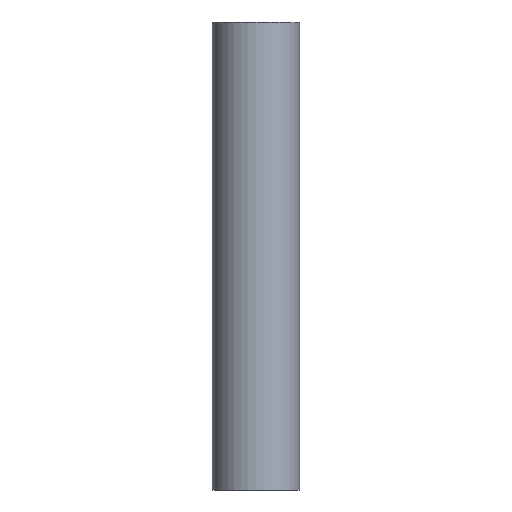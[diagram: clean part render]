
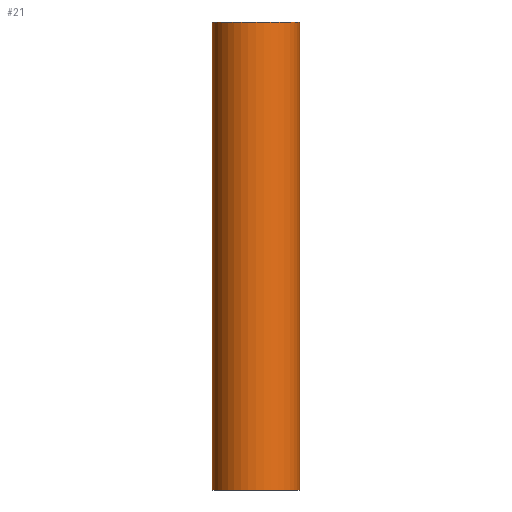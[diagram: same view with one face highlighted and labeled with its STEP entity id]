
A CAD part, front view. The second image highlights one B-rep face of the part: STEP entity #21.
In plain terms, the highlighted cylindrical face has radius 28.575 mm (diameter 57.15 mm), a partial arc.
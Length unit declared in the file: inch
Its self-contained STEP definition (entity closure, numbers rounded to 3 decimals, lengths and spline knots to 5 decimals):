
#5 = ORIENTED_EDGE ( 'NONE', *, *, #62, .F. ) ;
#12 = LINE ( 'NONE', #67, #180 ) ;
#14 = VERTEX_POINT ( 'NONE', #124 ) ;
#17 = ORIENTED_EDGE ( 'NONE', *, *, #185, .T. ) ;
#20 = DIRECTION ( 'NONE',  ( 0., 0., -1. ) ) ;
#21 = ADVANCED_FACE ( 'NONE', ( #60 ), #234, .T. ) ;
#30 = AXIS2_PLACEMENT_3D ( 'NONE', #138, #37, #77 ) ;
#37 = DIRECTION ( 'NONE',  ( 0., 0., -1. ) ) ;
#40 = CARTESIAN_POINT ( 'NONE',  ( -1.125, 0., -6. ) ) ;
#43 = LINE ( 'NONE', #80, #109 ) ;
#51 = EDGE_CURVE ( 'NONE', #14, #162, #43, .T. ) ;
#59 = DIRECTION ( 'NONE',  ( 0., 0., 1. ) ) ;
#60 = FACE_OUTER_BOUND ( 'NONE', #232, .T. ) ;
#62 = EDGE_CURVE ( 'NONE', #104, #14, #118, .T. ) ;
#67 = CARTESIAN_POINT ( 'NONE',  ( -1.125, 0., 6. ) ) ;
#71 = DIRECTION ( 'NONE',  ( 0., 0., 1. ) ) ;
#75 = ORIENTED_EDGE ( 'NONE', *, *, #51, .F. ) ;
#77 = DIRECTION ( 'NONE',  ( -1., 0., 0. ) ) ;
#80 = CARTESIAN_POINT ( 'NONE',  ( 1.125, 0., 6. ) ) ;
#83 = VERTEX_POINT ( 'NONE', #40 ) ;
#84 = DIRECTION ( 'NONE',  ( 1., 0., 0. ) ) ;
#100 = DIRECTION ( 'NONE',  ( 1., 0., 0. ) ) ;
#104 = VERTEX_POINT ( 'NONE', #142 ) ;
#109 = VECTOR ( 'NONE', #20, 39.37008 ) ;
#118 = CIRCLE ( 'NONE', #252, 1.125 ) ;
#124 = CARTESIAN_POINT ( 'NONE',  ( 1.125, 0., 6. ) ) ;
#127 = ORIENTED_EDGE ( 'NONE', *, *, #243, .T. ) ;
#136 = CARTESIAN_POINT ( 'NONE',  ( 0., 0., -6. ) ) ;
#138 = CARTESIAN_POINT ( 'NONE',  ( 0., 0., 6. ) ) ;
#142 = CARTESIAN_POINT ( 'NONE',  ( -1.125, 0., 6. ) ) ;
#162 = VERTEX_POINT ( 'NONE', #220 ) ;
#173 = DIRECTION ( 'NONE',  ( 0., 0., -1. ) ) ;
#180 = VECTOR ( 'NONE', #173, 39.37008 ) ;
#185 = EDGE_CURVE ( 'NONE', #104, #83, #12, .T. ) ;
#186 = CARTESIAN_POINT ( 'NONE',  ( 0., 0., 6. ) ) ;
#199 = CIRCLE ( 'NONE', #236, 1.125 ) ;
#220 = CARTESIAN_POINT ( 'NONE',  ( 1.125, 0., -6. ) ) ;
#232 = EDGE_LOOP ( 'NONE', ( #75, #5, #17, #127 ) ) ;
#234 = CYLINDRICAL_SURFACE ( 'NONE', #30, 1.125 ) ;
#236 = AXIS2_PLACEMENT_3D ( 'NONE', #136, #71, #100 ) ;
#243 = EDGE_CURVE ( 'NONE', #83, #162, #199, .T. ) ;
#252 = AXIS2_PLACEMENT_3D ( 'NONE', #186, #59, #84 ) ;
